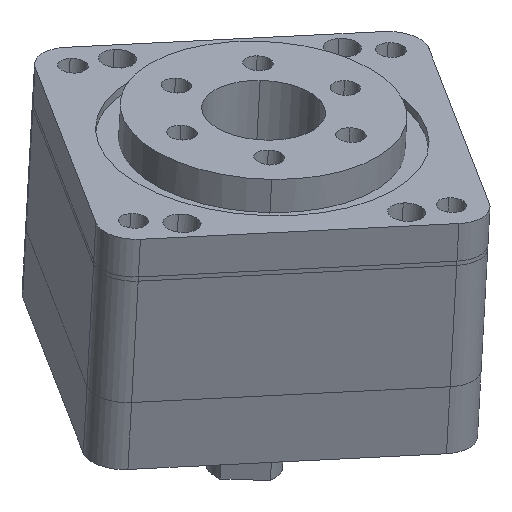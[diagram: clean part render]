
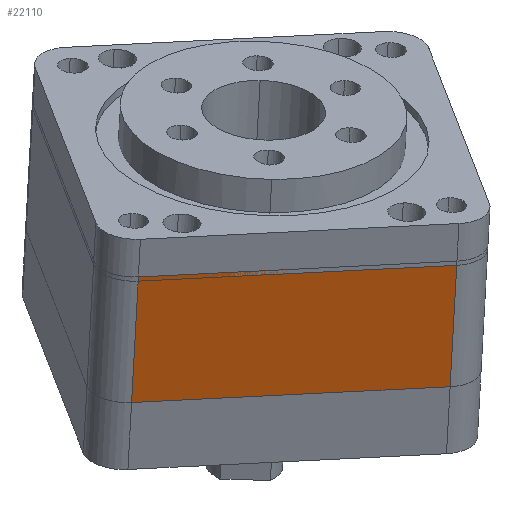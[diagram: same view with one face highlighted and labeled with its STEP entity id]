
A CAD part, isometric view. The second image highlights one B-rep face of the part: STEP entity #22110.
In plain terms, the highlighted face is planar.
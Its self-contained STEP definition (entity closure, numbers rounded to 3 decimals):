
#1059 = LINE ( 'NONE', #12908, #12878 ) ;
#1525 = VECTOR ( 'NONE', #3711, 1000. ) ;
#1574 = ORIENTED_EDGE ( 'NONE', *, *, #27471, .T. ) ;
#2192 = LINE ( 'NONE', #11711, #26569 ) ;
#2527 = VERTEX_POINT ( 'NONE', #26642 ) ;
#3548 = DIRECTION ( 'NONE',  ( 0., 0., -1. ) ) ;
#3711 = DIRECTION ( 'NONE',  ( 0., -1., 0. ) ) ;
#3734 = ORIENTED_EDGE ( 'NONE', *, *, #10727, .T. ) ;
#6328 = EDGE_CURVE ( 'NONE', #6762, #22654, #2192, .T. ) ;
#6762 = VERTEX_POINT ( 'NONE', #17907 ) ;
#7166 = VECTOR ( 'NONE', #3548, 1000. ) ;
#8180 = FACE_OUTER_BOUND ( 'NONE', #14768, .T. ) ;
#8257 = LINE ( 'NONE', #11041, #1525 ) ;
#10350 = CARTESIAN_POINT ( 'NONE',  ( -21., 0., 15. ) ) ;
#10578 = CARTESIAN_POINT ( 'NONE',  ( -21., 17., 15. ) ) ;
#10665 = DIRECTION ( 'NONE',  ( 1., 0., 0. ) ) ;
#10727 = EDGE_CURVE ( 'NONE', #2527, #6762, #22251, .T. ) ;
#11041 = CARTESIAN_POINT ( 'NONE',  ( -21., 0., 15. ) ) ;
#11711 = CARTESIAN_POINT ( 'NONE',  ( -21., 0., 0. ) ) ;
#11846 = CARTESIAN_POINT ( 'NONE',  ( -21., -17., 15. ) ) ;
#12878 = VECTOR ( 'NONE', #25068, 1000. ) ;
#12908 = CARTESIAN_POINT ( 'NONE',  ( -21., -17., 15. ) ) ;
#12932 = VERTEX_POINT ( 'NONE', #11846 ) ;
#14409 = ORIENTED_EDGE ( 'NONE', *, *, #6328, .T. ) ;
#14768 = EDGE_LOOP ( 'NONE', ( #14409, #1574, #21474, #3734 ) ) ;
#17674 = DIRECTION ( 'NONE',  ( 0., 0., -1. ) ) ;
#17907 = CARTESIAN_POINT ( 'NONE',  ( -21., 17., 0. ) ) ;
#21474 = ORIENTED_EDGE ( 'NONE', *, *, #30206, .F. ) ;
#21836 = CARTESIAN_POINT ( 'NONE',  ( -21., -17., 0. ) ) ;
#22110 = ADVANCED_FACE ( 'NONE', ( #8180 ), #22331, .F. ) ;
#22251 = LINE ( 'NONE', #10578, #7166 ) ;
#22331 = PLANE ( 'NONE',  #24426 ) ;
#22654 = VERTEX_POINT ( 'NONE', #21836 ) ;
#24426 = AXIS2_PLACEMENT_3D ( 'NONE', #10350, #10665, #17674 ) ;
#25068 = DIRECTION ( 'NONE',  ( 0., 0., 1. ) ) ;
#26044 = DIRECTION ( 'NONE',  ( 0., -1., 0. ) ) ;
#26569 = VECTOR ( 'NONE', #26044, 1000. ) ;
#26642 = CARTESIAN_POINT ( 'NONE',  ( -21., 17., 15. ) ) ;
#27471 = EDGE_CURVE ( 'NONE', #22654, #12932, #1059, .T. ) ;
#30206 = EDGE_CURVE ( 'NONE', #2527, #12932, #8257, .T. ) ;
